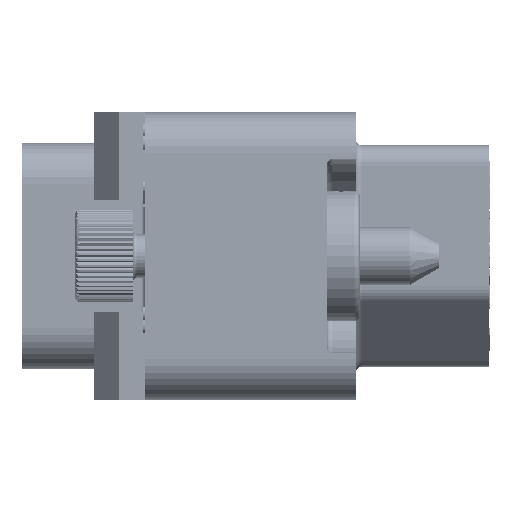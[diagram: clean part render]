
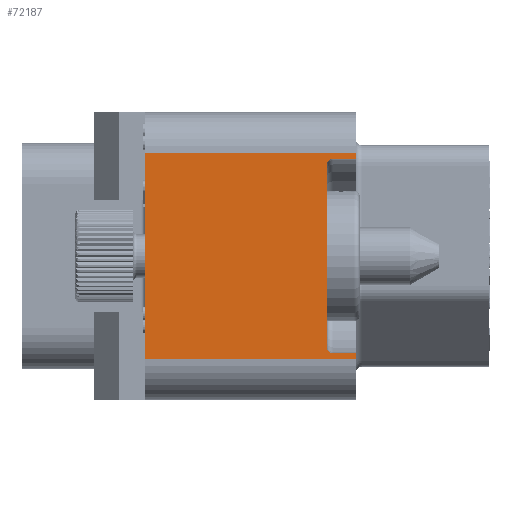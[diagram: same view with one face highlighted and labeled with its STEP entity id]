
A CAD part, left-side view. The second image highlights one B-rep face of the part: STEP entity #72187.
In plain terms, the highlighted planar face has unit normal (-1, 0, 0).
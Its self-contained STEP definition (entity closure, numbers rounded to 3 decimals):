
#6616=DIRECTION('',(0.,-1.,0.));
#6617=VECTOR('',#6616,10.25);
#6618=CARTESIAN_POINT('',(-40.,10.25,5.));
#6619=LINE('',#6618,#6617);
#6769=DIRECTION('',(0.,0.,1.));
#6770=VECTOR('',#6769,8.9);
#6771=CARTESIAN_POINT('',(-40.,1.4,-4.45));
#6772=LINE('',#6771,#6770);
#6773=DIRECTION('',(0.,1.,0.));
#6774=VECTOR('',#6773,1.1);
#6775=CARTESIAN_POINT('',(-40.,0.,-4.75));
#6776=LINE('',#6775,#6774);
#6777=DIRECTION('',(0.,0.,-1.));
#6778=VECTOR('',#6777,0.25);
#6779=CARTESIAN_POINT('',(-40.,0.,-4.75));
#6780=LINE('',#6779,#6778);
#6781=DIRECTION('',(0.,0.,-1.));
#6782=VECTOR('',#6781,0.25);
#6783=CARTESIAN_POINT('',(-40.,0.,5.));
#6784=LINE('',#6783,#6782);
#6785=DIRECTION('',(0.,1.,0.));
#6786=VECTOR('',#6785,1.1);
#6787=CARTESIAN_POINT('',(-40.,0.,4.75));
#6788=LINE('',#6787,#6786);
#6812=CARTESIAN_POINT('',(-40.,1.1,-4.45));
#6813=DIRECTION('',(1.,0.,0.));
#6814=DIRECTION('',(0.,0.,-1.));
#6815=AXIS2_PLACEMENT_3D('',#6812,#6813,#6814);
#6836=CARTESIAN_POINT('',(-40.,1.1,4.45));
#6837=DIRECTION('',(1.,0.,0.));
#6838=DIRECTION('',(0.,1.,0.));
#6839=AXIS2_PLACEMENT_3D('',#6836,#6837,#6838);
#7144=DIRECTION('',(0.,0.,-1.));
#7145=VECTOR('',#7144,10.);
#7146=CARTESIAN_POINT('',(-40.,10.25,5.));
#7147=LINE('',#7146,#7145);
#7689=DIRECTION('',(0.,1.,0.));
#7690=VECTOR('',#7689,10.25);
#7691=CARTESIAN_POINT('',(-40.,0.,-5.));
#7692=LINE('',#7691,#7690);
#52441=CARTESIAN_POINT('',(-40.,0.,5.));
#52443=VERTEX_POINT('',#52441);
#52444=CARTESIAN_POINT('',(-40.,10.25,5.));
#52445=VERTEX_POINT('',#52444);
#52449=CARTESIAN_POINT('',(-40.,10.25,-5.));
#52451=VERTEX_POINT('',#52449);
#52452=CARTESIAN_POINT('',(-40.,0.,-5.));
#52453=VERTEX_POINT('',#52452);
#52464=CARTESIAN_POINT('',(-40.,0.,-4.75));
#52466=VERTEX_POINT('',#52464);
#52470=CARTESIAN_POINT('',(-40.,0.,4.75));
#52471=VERTEX_POINT('',#52470);
#52609=CARTESIAN_POINT('',(-40.,1.4,-4.45));
#52611=VERTEX_POINT('',#52609);
#52613=CARTESIAN_POINT('',(-40.,1.1,-4.75));
#52615=VERTEX_POINT('',#52613);
#52620=CARTESIAN_POINT('',(-40.,1.4,4.45));
#52621=VERTEX_POINT('',#52620);
#52622=CARTESIAN_POINT('',(-40.,1.1,4.75));
#52623=VERTEX_POINT('',#52622);
#72163=CARTESIAN_POINT('',(-40.,0.,7.));
#72164=DIRECTION('',(-1.,0.,0.));
#72165=DIRECTION('',(0.,1.,0.));
#72166=AXIS2_PLACEMENT_3D('',#72163,#72164,#72165);
#72167=PLANE('',#72166);
#72169=ORIENTED_EDGE('',*,*,#72168,.F.);
#72171=ORIENTED_EDGE('',*,*,#72170,.F.);
#72173=ORIENTED_EDGE('',*,*,#72172,.F.);
#72174=ORIENTED_EDGE('',*,*,#71521,.T.);
#72176=ORIENTED_EDGE('',*,*,#72175,.T.);
#72178=ORIENTED_EDGE('',*,*,#72177,.F.);
#72179=ORIENTED_EDGE('',*,*,#71938,.T.);
#72180=ORIENTED_EDGE('',*,*,#71529,.T.);
#72182=ORIENTED_EDGE('',*,*,#72181,.T.);
#72184=ORIENTED_EDGE('',*,*,#72183,.F.);
#72185=EDGE_LOOP('',(#72169,#72171,#72173,#72174,#72176,#72178,#72179,#72180,
#72182,#72184));
#72186=FACE_OUTER_BOUND('',#72185,.F.);
#72187=ADVANCED_FACE('',(#72186),#72167,.T.);
#6816=CIRCLE('',#6815,0.3);
#6840=CIRCLE('',#6839,0.3);
#71521=EDGE_CURVE('',#52466,#52453,#6780,.T.);
#71529=EDGE_CURVE('',#52443,#52471,#6784,.T.);
#71938=EDGE_CURVE('',#52445,#52443,#6619,.T.);
#72168=EDGE_CURVE('',#52611,#52621,#6772,.T.);
#72170=EDGE_CURVE('',#52615,#52611,#6816,.T.);
#72172=EDGE_CURVE('',#52466,#52615,#6776,.T.);
#72175=EDGE_CURVE('',#52453,#52451,#7692,.T.);
#72177=EDGE_CURVE('',#52445,#52451,#7147,.T.);
#72181=EDGE_CURVE('',#52471,#52623,#6788,.T.);
#72183=EDGE_CURVE('',#52621,#52623,#6840,.T.);
